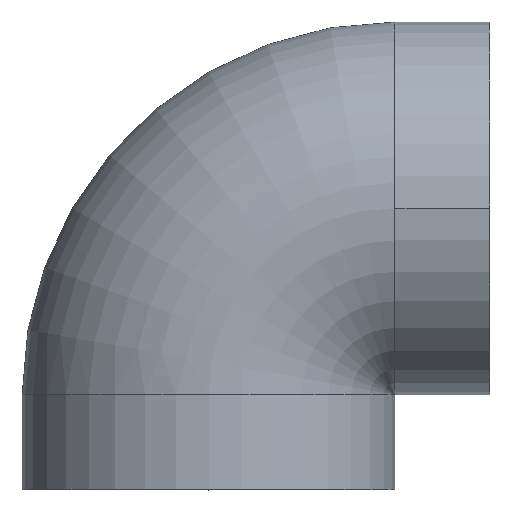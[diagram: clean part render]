
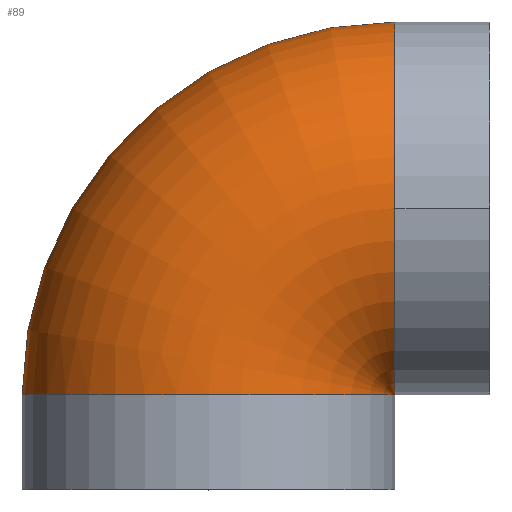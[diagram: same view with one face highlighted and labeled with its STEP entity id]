
A CAD part, top view. The second image highlights one B-rep face of the part: STEP entity #89.
In plain terms, the highlighted toroidal (fillet/blend) face has major radius 66.26 mm and minor radius 66.25 mm.
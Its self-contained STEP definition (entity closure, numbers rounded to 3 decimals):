
#89 = ADVANCED_FACE( '', ( #125 ), #126, .T. );
#125 = FACE_OUTER_BOUND( '', #165, .T. );
#126 = TOROIDAL_SURFACE( '', #166, 66.26, 66.25 );
#165 = EDGE_LOOP( '', ( #279, #280, #281, #282, #283, #284 ) );
#166 = AXIS2_PLACEMENT_3D( '', #285, #286, #287 );
#279 = ORIENTED_EDGE( '', *, *, #308, .T. );
#280 = ORIENTED_EDGE( '', *, *, #345, .F. );
#281 = ORIENTED_EDGE( '', *, *, #312, .T. );
#282 = ORIENTED_EDGE( '', *, *, #346, .F. );
#283 = ORIENTED_EDGE( '', *, *, #341, .T. );
#284 = ORIENTED_EDGE( '', *, *, #344, .T. );
#285 = CARTESIAN_POINT( '', ( 66.26, -9.3, 0. ) );
#286 = DIRECTION( '', ( 0., 0., 1. ) );
#287 = DIRECTION( '', ( 1., 0., 0. ) );
#308 = EDGE_CURVE( '', #348, #349, #350, .T. );
#312 = EDGE_CURVE( '', #357, #355, #358, .T. );
#341 = EDGE_CURVE( '', #406, #404, #407, .T. );
#344 = EDGE_CURVE( '', #404, #348, #410, .T. );
#345 = EDGE_CURVE( '', #357, #349, #411, .T. );
#346 = EDGE_CURVE( '', #406, #355, #412, .T. );
#348 = VERTEX_POINT( '', #414 );
#349 = VERTEX_POINT( '', #415 );
#350 = CIRCLE( '', #416, 132.51 );
#355 = VERTEX_POINT( '', #489 );
#357 = VERTEX_POINT( '', #491 );
#358 = CIRCLE( '', #492, 0.01 );
#404 = VERTEX_POINT( '', #806 );
#406 = VERTEX_POINT( '', #808 );
#407 = B_SPLINE_CURVE_WITH_KNOTS( '', 3, ( #809, #810, #811, #812 ), .UNSPECIFIED., .F., .F., ( 4, 4 ), ( -0.01, 0. ), .UNSPECIFIED. );
#410 = B_SPLINE_CURVE_WITH_KNOTS( '', 3, ( #815, #816, #817, #818, #819, #820, #821, #822, #823, #824, #825, #826, #827, #828, #829, #830, #831, #832, #833, #834, #835, #836, #837, #838, #839, #840, #841, #842, #843, #844, #845, #846, #847, #848, #849, #850, #851, #852, #853, #854, #855, #856, #857, #858, #859, #860, #861, #862, #863, #864, #865, #866, #867, #868, #869, #870, #871, #872, #873, #874, #875, #876, #877, #878, #879, #880 ), .UNSPECIFIED., .F., .F., ( 4, 2, 2, 2, 2, 2, 2, 2, 2, 2, 2, 2, 2, 2, 2, 2, 2, 2, 2, 2, 2, 2, 2, 2, 2, 2, 2, 2, 2, 2, 2, 2, 4 ), ( 98.116, 104.228, 110.36, 116.492, 122.624, 128.756, 134.888, 141.02, 147.152, 153.285, 159.417, 165.549, 171.681, 177.813, 183.945, 190.077, 196.209, 202.341, 208.474, 214.606, 220.738, 226.87, 233.002, 239.134, 245.266, 251.398, 257.53, 263.663, 269.795, 275.927, 282.059, 288.191, 294.303 ), .UNSPECIFIED. );
#411 = CIRCLE( '', #881, 66.25 );
#412 = CIRCLE( '', #882, 66.25 );
#414 = CARTESIAN_POINT( '', ( 66.25, 123.21, 0. ) );
#415 = CARTESIAN_POINT( '', ( -66.25, -9.3, 0. ) );
#416 = AXIS2_PLACEMENT_3D( '', #884, #885, #886 );
#489 = CARTESIAN_POINT( '', ( 66.26, -9.29, 0. ) );
#491 = CARTESIAN_POINT( '', ( 66.25, -9.3, 0. ) );
#492 = AXIS2_PLACEMENT_3D( '', #890, #891, #892 );
#806 = CARTESIAN_POINT( '', ( 66.25, 56.98, 66.25 ) );
#808 = CARTESIAN_POINT( '', ( 66.26, 56.98, 66.25 ) );
#809 = CARTESIAN_POINT( '', ( 66.26, 56.98, 66.25 ) );
#810 = CARTESIAN_POINT( '', ( 66.257, 56.98, 66.25 ) );
#811 = CARTESIAN_POINT( '', ( 66.253, 56.98, 66.25 ) );
#812 = CARTESIAN_POINT( '', ( 66.25, 56.98, 66.25 ) );
#815 = CARTESIAN_POINT( '', ( 66.25, 56.98, 66.25 ) );
#816 = CARTESIAN_POINT( '', ( 66.25, 59.018, 66.249 ) );
#817 = CARTESIAN_POINT( '', ( 66.25, 61.15, 66.153 ) );
#818 = CARTESIAN_POINT( '', ( 66.25, 65.49, 65.735 ) );
#819 = CARTESIAN_POINT( '', ( 66.25, 67.699, 65.412 ) );
#820 = CARTESIAN_POINT( '', ( 66.25, 72.071, 64.542 ) );
#821 = CARTESIAN_POINT( '', ( 66.25, 74.235, 63.995 ) );
#822 = CARTESIAN_POINT( '', ( 66.25, 78.412, 62.719 ) );
#823 = CARTESIAN_POINT( '', ( 66.25, 80.424, 61.989 ) );
#824 = CARTESIAN_POINT( '', ( 66.25, 84.201, 60.425 ) );
#825 = CARTESIAN_POINT( '', ( 66.25, 86.14, 59.518 ) );
#826 = CARTESIAN_POINT( '', ( 66.25, 89.996, 57.467 ) );
#827 = CARTESIAN_POINT( '', ( 66.25, 91.913, 56.323 ) );
#828 = CARTESIAN_POINT( '', ( 66.25, 95.62, 53.847 ) );
#829 = CARTESIAN_POINT( '', ( 66.25, 97.41, 52.513 ) );
#830 = CARTESIAN_POINT( '', ( 66.25, 100.78, 49.735 ) );
#831 = CARTESIAN_POINT( '', ( 66.25, 102.36, 48.291 ) );
#832 = CARTESIAN_POINT( '', ( 66.25, 105.251, 45.4 ) );
#833 = CARTESIAN_POINT( '', ( 66.25, 106.695, 43.82 ) );
#834 = CARTESIAN_POINT( '', ( 66.25, 109.473, 40.45 ) );
#835 = CARTESIAN_POINT( '', ( 66.25, 110.807, 38.66 ) );
#836 = CARTESIAN_POINT( '', ( 66.25, 113.283, 34.953 ) );
#837 = CARTESIAN_POINT( '', ( 66.25, 114.427, 33.036 ) );
#838 = CARTESIAN_POINT( '', ( 66.25, 116.478, 29.18 ) );
#839 = CARTESIAN_POINT( '', ( 66.25, 117.385, 27.241 ) );
#840 = CARTESIAN_POINT( '', ( 66.25, 118.949, 23.464 ) );
#841 = CARTESIAN_POINT( '', ( 66.25, 119.679, 21.452 ) );
#842 = CARTESIAN_POINT( '', ( 66.25, 120.955, 17.275 ) );
#843 = CARTESIAN_POINT( '', ( 66.25, 121.502, 15.111 ) );
#844 = CARTESIAN_POINT( '', ( 66.25, 122.372, 10.739 ) );
#845 = CARTESIAN_POINT( '', ( 66.25, 122.695, 8.53 ) );
#846 = CARTESIAN_POINT( '', ( 66.25, 123.114, 4.183 ) );
#847 = CARTESIAN_POINT( '', ( 66.25, 123.21, 2.044 ) );
#848 = CARTESIAN_POINT( '', ( 66.25, 123.21, -2.044 ) );
#849 = CARTESIAN_POINT( '', ( 66.25, 123.114, -4.183 ) );
#850 = CARTESIAN_POINT( '', ( 66.25, 122.695, -8.53 ) );
#851 = CARTESIAN_POINT( '', ( 66.25, 122.372, -10.739 ) );
#852 = CARTESIAN_POINT( '', ( 66.25, 121.502, -15.111 ) );
#853 = CARTESIAN_POINT( '', ( 66.25, 120.955, -17.275 ) );
#854 = CARTESIAN_POINT( '', ( 66.25, 119.679, -21.452 ) );
#855 = CARTESIAN_POINT( '', ( 66.25, 118.949, -23.464 ) );
#856 = CARTESIAN_POINT( '', ( 66.25, 117.385, -27.241 ) );
#857 = CARTESIAN_POINT( '', ( 66.25, 116.478, -29.18 ) );
#858 = CARTESIAN_POINT( '', ( 66.25, 114.427, -33.036 ) );
#859 = CARTESIAN_POINT( '', ( 66.25, 113.283, -34.953 ) );
#860 = CARTESIAN_POINT( '', ( 66.25, 110.807, -38.66 ) );
#861 = CARTESIAN_POINT( '', ( 66.25, 109.473, -40.45 ) );
#862 = CARTESIAN_POINT( '', ( 66.25, 106.695, -43.82 ) );
#863 = CARTESIAN_POINT( '', ( 66.25, 105.251, -45.4 ) );
#864 = CARTESIAN_POINT( '', ( 66.25, 102.36, -48.291 ) );
#865 = CARTESIAN_POINT( '', ( 66.25, 100.78, -49.735 ) );
#866 = CARTESIAN_POINT( '', ( 66.25, 97.41, -52.513 ) );
#867 = CARTESIAN_POINT( '', ( 66.25, 95.62, -53.847 ) );
#868 = CARTESIAN_POINT( '', ( 66.25, 91.913, -56.323 ) );
#869 = CARTESIAN_POINT( '', ( 66.25, 89.996, -57.467 ) );
#870 = CARTESIAN_POINT( '', ( 66.25, 86.14, -59.518 ) );
#871 = CARTESIAN_POINT( '', ( 66.25, 84.201, -60.425 ) );
#872 = CARTESIAN_POINT( '', ( 66.25, 80.424, -61.989 ) );
#873 = CARTESIAN_POINT( '', ( 66.25, 78.412, -62.719 ) );
#874 = CARTESIAN_POINT( '', ( 66.25, 74.235, -63.995 ) );
#875 = CARTESIAN_POINT( '', ( 66.25, 72.071, -64.542 ) );
#876 = CARTESIAN_POINT( '', ( 66.25, 67.699, -65.412 ) );
#877 = CARTESIAN_POINT( '', ( 66.25, 65.49, -65.735 ) );
#878 = CARTESIAN_POINT( '', ( 66.25, 61.15, -66.153 ) );
#879 = CARTESIAN_POINT( '', ( 66.25, 59.018, -66.249 ) );
#880 = CARTESIAN_POINT( '', ( 66.25, 56.98, -66.25 ) );
#881 = AXIS2_PLACEMENT_3D( '', #955, #956, #957 );
#882 = AXIS2_PLACEMENT_3D( '', #958, #959, #960 );
#884 = CARTESIAN_POINT( '', ( 66.26, -9.3, 0. ) );
#885 = DIRECTION( '', ( 0., 0., 1. ) );
#886 = DIRECTION( '', ( 1., 0., 0. ) );
#890 = CARTESIAN_POINT( '', ( 66.26, -9.3, 0. ) );
#891 = DIRECTION( '', ( 0., 0., -1. ) );
#892 = DIRECTION( '', ( 1., 0., 0. ) );
#955 = CARTESIAN_POINT( '', ( 0., -9.3, 0. ) );
#956 = DIRECTION( '', ( 0., -1., 0. ) );
#957 = DIRECTION( '', ( 1., 0., 0. ) );
#958 = CARTESIAN_POINT( '', ( 66.26, 56.96, 0. ) );
#959 = DIRECTION( '', ( 1., 0., 0. ) );
#960 = DIRECTION( '', ( 0., -1., 0. ) );
